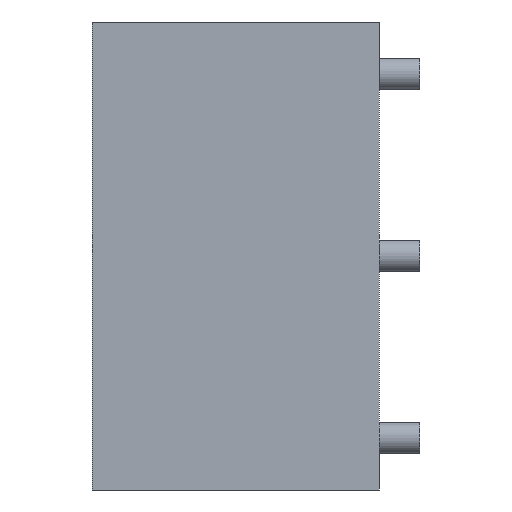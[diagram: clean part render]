
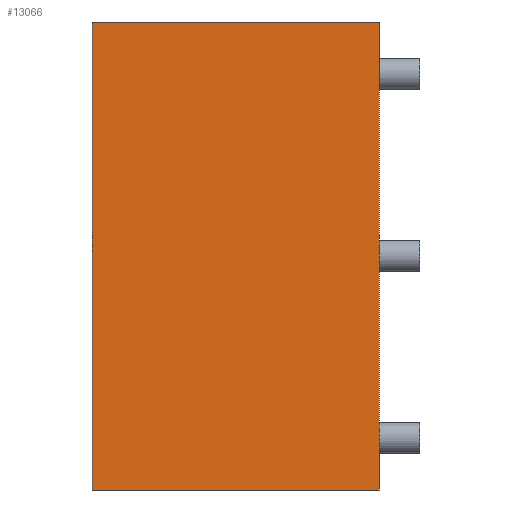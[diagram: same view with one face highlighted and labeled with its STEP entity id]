
A CAD part, left-side view. The second image highlights one B-rep face of the part: STEP entity #13066.
In plain terms, the highlighted planar face has unit normal (-1, 0, 0).
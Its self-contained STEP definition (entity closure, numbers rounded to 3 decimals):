
#455 = EDGE_CURVE ( 'NONE', #11726, #15606, #7936, .T. ) ;
#3289 = CARTESIAN_POINT ( 'NONE',  ( -7.5, 0., -7.5 ) ) ;
#3335 = AXIS2_PLACEMENT_3D ( 'NONE', #8700, #10491, #4606 ) ;
#4288 = ORIENTED_EDGE ( 'NONE', *, *, #7222, .F. ) ;
#4360 = VERTEX_POINT ( 'NONE', #4460 ) ;
#4449 = VECTOR ( 'NONE', #10775, 1000. ) ;
#4460 = CARTESIAN_POINT ( 'NONE',  ( -7.5, 9.2, -7.5 ) ) ;
#4606 = DIRECTION ( 'NONE',  ( 0., 0., -1. ) ) ;
#5048 = CARTESIAN_POINT ( 'NONE',  ( -7.5, 9.2, 7.5 ) ) ;
#5645 = EDGE_CURVE ( 'NONE', #10064, #15606, #14333, .T. ) ;
#5764 = ORIENTED_EDGE ( 'NONE', *, *, #5645, .T. ) ;
#6753 = VECTOR ( 'NONE', #13627, 1000. ) ;
#7222 = EDGE_CURVE ( 'NONE', #4360, #11726, #16303, .T. ) ;
#7889 = CARTESIAN_POINT ( 'NONE',  ( -7.5, 9.2, -7.5 ) ) ;
#7936 = LINE ( 'NONE', #5048, #6753 ) ;
#8700 = CARTESIAN_POINT ( 'NONE',  ( -7.5, 9.2, -7.5 ) ) ;
#10064 = VERTEX_POINT ( 'NONE', #15544 ) ;
#10293 = CARTESIAN_POINT ( 'NONE',  ( -7.5, 9.2, -7.5 ) ) ;
#10491 = DIRECTION ( 'NONE',  ( 1., 0., 0. ) ) ;
#10775 = DIRECTION ( 'NONE',  ( 0., 0., 1. ) ) ;
#11338 = CARTESIAN_POINT ( 'NONE',  ( -7.5, 9.2, 7.5 ) ) ;
#11726 = VERTEX_POINT ( 'NONE', #11338 ) ;
#12054 = EDGE_CURVE ( 'NONE', #4360, #10064, #17315, .T. ) ;
#13023 = DIRECTION ( 'NONE',  ( 0., 0., 1. ) ) ;
#13066 = ADVANCED_FACE ( 'NONE', ( #13111 ), #17603, .F. ) ;
#13111 = FACE_OUTER_BOUND ( 'NONE', #17676, .T. ) ;
#13627 = DIRECTION ( 'NONE',  ( 0., -1., 0. ) ) ;
#14010 = CARTESIAN_POINT ( 'NONE',  ( -7.5, 0., 7.5 ) ) ;
#14333 = LINE ( 'NONE', #3289, #14576 ) ;
#14576 = VECTOR ( 'NONE', #13023, 1000. ) ;
#14667 = VECTOR ( 'NONE', #14685, 1000. ) ;
#14685 = DIRECTION ( 'NONE',  ( 0., -1., 0. ) ) ;
#15544 = CARTESIAN_POINT ( 'NONE',  ( -7.5, 0., -7.5 ) ) ;
#15606 = VERTEX_POINT ( 'NONE', #14010 ) ;
#16300 = ORIENTED_EDGE ( 'NONE', *, *, #12054, .T. ) ;
#16303 = LINE ( 'NONE', #7889, #4449 ) ;
#17315 = LINE ( 'NONE', #10293, #14667 ) ;
#17603 = PLANE ( 'NONE',  #3335 ) ;
#17676 = EDGE_LOOP ( 'NONE', ( #5764, #17809, #4288, #16300 ) ) ;
#17809 = ORIENTED_EDGE ( 'NONE', *, *, #455, .F. ) ;
